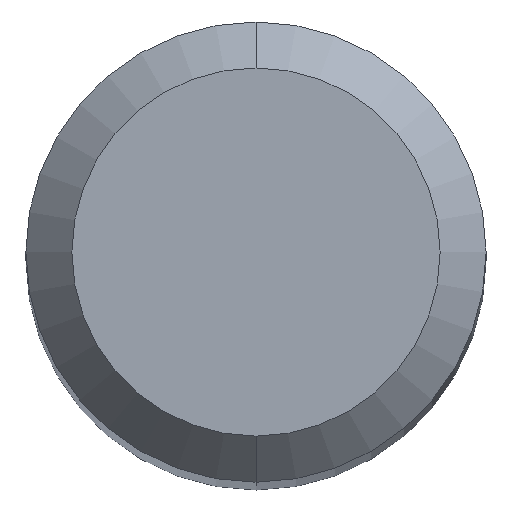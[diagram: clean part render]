
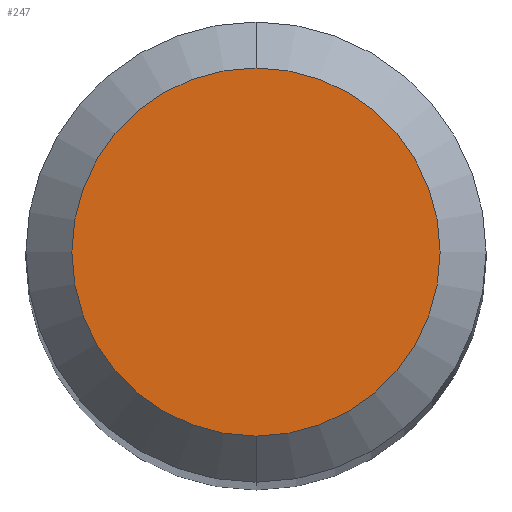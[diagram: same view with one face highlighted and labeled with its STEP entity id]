
A CAD part, top view. The second image highlights one B-rep face of the part: STEP entity #247.
In plain terms, the highlighted planar face has unit normal (0, 0, 1).
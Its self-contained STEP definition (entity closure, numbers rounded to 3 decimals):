
#203=EDGE_CURVE('',#251,#439,#513,.T.);
#233=EDGE_CURVE('',#439,#251,#544,.T.);
#247=ADVANCED_FACE('',(#559),#560,.T.);
#251=VERTEX_POINT('',#564);
#439=VERTEX_POINT('',#772);
#513=CIRCLE('',#885,1.2);
#544=CIRCLE('',#994,1.2);
#559=FACE_OUTER_BOUND('',#1013,.T.);
#560=PLANE('',#1014);
#564=CARTESIAN_POINT('',(0.,-1.2,0.0));
#772=CARTESIAN_POINT('',(0.0,1.2,0.0));
#885=AXIS2_PLACEMENT_3D('',#1489,#1490,#1491);
#994=AXIS2_PLACEMENT_3D('',#1507,#1508,#1509);
#1013=EDGE_LOOP('',(#1524,#1525));
#1014=AXIS2_PLACEMENT_3D('',#1526,#1527,#1528);
#1489=CARTESIAN_POINT('',(0.0,0.0,0.0));
#1490=DIRECTION('',(0.0,0.0,-1.0));
#1491=DIRECTION('',(0.0,1.0,0.0));
#1507=CARTESIAN_POINT('',(0.0,0.0,0.0));
#1508=DIRECTION('',(0.0,0.0,-1.0));
#1509=DIRECTION('',(0.0,1.0,0.0));
#1524=ORIENTED_EDGE('',*,*,#233,.F.);
#1525=ORIENTED_EDGE('',*,*,#203,.F.);
#1526=CARTESIAN_POINT('',(0.0,0.6,0.0));
#1527=DIRECTION('',(-0.0,0.0,1.0));
#1528=DIRECTION('',(0.0,-1.0,0.0));
